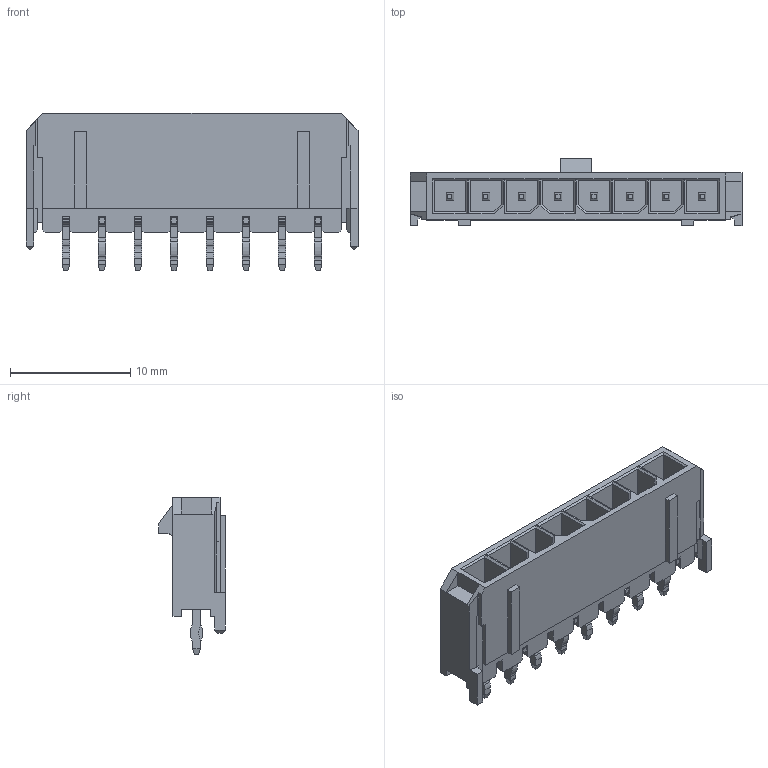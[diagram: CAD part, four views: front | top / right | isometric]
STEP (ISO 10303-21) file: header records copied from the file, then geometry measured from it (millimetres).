
FILE_DESCRIPTION((''),'2;1');
FILE_NAME('57949-008XX-XXX_ASM','2017-11-27T',('d33379'),(''),'CREO PARAMETRIC BY PTC INC, 2014500','CREO PARAMETRIC BY PTC INC, 2014500','');
FILE_SCHEMA(('CONFIG_CONTROL_DESIGN'));
Length unit declared in the file: millimetre
Products named in the file (1): 57949-008XX-XXX_ASM
Bounding box: 27.64 x 5.57 x 13.09 mm (x, y, z)
Volume: 652.5 mm3; surface area: 1730.5 mm2
Topology: 1 solids, 9 shells, 1038 faces, 2862 edges, 1860 vertices
Faces by surface type: plane 921, cylinder 117
Entity records: 32409 total; most frequent: CARTESIAN_POINT 5773, ORIENTED_EDGE 5684, DIRECTION 5210, EDGE_CURVE 2842, VECTOR 2576, LINE 2576, VERTEX_POINT 1840, AXIS2_PLACEMENT_3D 1317
